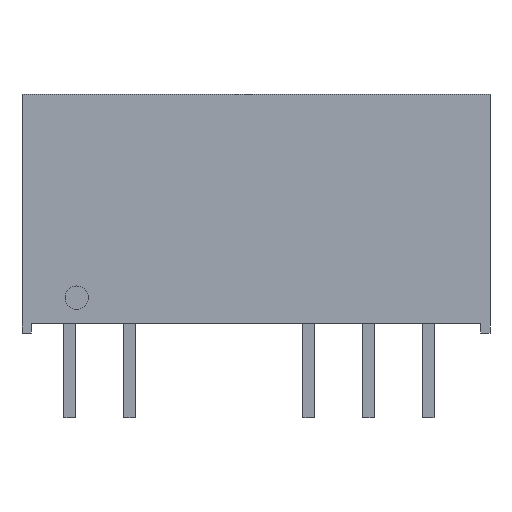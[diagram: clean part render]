
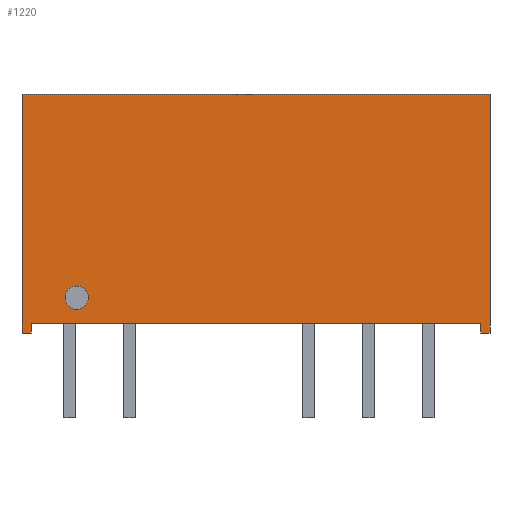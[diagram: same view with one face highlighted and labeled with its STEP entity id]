
A CAD part, front view. The second image highlights one B-rep face of the part: STEP entity #1220.
In plain terms, the highlighted planar face has unit normal (0, -1, 0).
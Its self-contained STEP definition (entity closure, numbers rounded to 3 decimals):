
#923=CARTESIAN_POINT('',(-7.12,-3.825,1.5));
#924=VERTEX_POINT('',#923);
#933=CARTESIAN_POINT('',(-8.12,-3.825,1.5));
#934=VERTEX_POINT('',#933);
#935=CARTESIAN_POINT('',(-7.62,-3.825,1.5));
#936=DIRECTION('',(0.0,1.0,0.0));
#937=DIRECTION('',(1.0,0.0,0.0));
#938=AXIS2_PLACEMENT_3D('',#935,#936,#937);
#939=CIRCLE('',#938,0.5);
#940=EDGE_CURVE('',#934,#924,#939,.T.);
#965=CARTESIAN_POINT('',(-9.55,-3.825,0.0));
#966=VERTEX_POINT('',#965);
#983=CARTESIAN_POINT('',(-9.55,-3.825,0.4));
#984=VERTEX_POINT('',#983);
#991=CARTESIAN_POINT('',(-9.55,-3.825,0.4));
#992=DIRECTION('',(0.0,0.0,-1.0));
#993=VECTOR('',#992,0.4);
#994=LINE('',#991,#993);
#995=EDGE_CURVE('',#984,#966,#994,.T.);
#1007=CARTESIAN_POINT('',(-9.95,-3.825,0.0));
#1008=VERTEX_POINT('',#1007);
#1022=CARTESIAN_POINT('',(-9.95,-3.825,0.));
#1023=DIRECTION('',(1.0,0.0,0.0));
#1024=VECTOR('',#1023,0.4);
#1025=LINE('',#1022,#1024);
#1026=EDGE_CURVE('',#1008,#966,#1025,.T.);
#1045=CARTESIAN_POINT('',(-7.62,-3.825,1.5));
#1046=DIRECTION('',(0.0,1.0,0.0));
#1047=DIRECTION('',(1.0,0.0,0.0));
#1048=AXIS2_PLACEMENT_3D('',#1045,#1046,#1047);
#1049=CIRCLE('',#1048,0.5);
#1050=EDGE_CURVE('',#924,#934,#1049,.T.);
#1070=CARTESIAN_POINT('',(-9.95,-3.825,10.15));
#1071=VERTEX_POINT('',#1070);
#1087=CARTESIAN_POINT('',(-9.95,-3.825,10.15));
#1088=DIRECTION('',(0.0,0.0,-1.0));
#1089=VECTOR('',#1088,10.15);
#1090=LINE('',#1087,#1089);
#1091=EDGE_CURVE('',#1071,#1008,#1090,.T.);
#1103=CARTESIAN_POINT('',(9.95,-3.825,10.15));
#1104=VERTEX_POINT('',#1103);
#1118=CARTESIAN_POINT('',(9.95,-3.825,10.15));
#1119=DIRECTION('',(-1.0,0.0,0.0));
#1120=VECTOR('',#1119,19.9);
#1121=LINE('',#1118,#1120);
#1122=EDGE_CURVE('',#1104,#1071,#1121,.T.);
#1141=CARTESIAN_POINT('',(9.55,-3.825,0.4));
#1142=VERTEX_POINT('',#1141);
#1149=CARTESIAN_POINT('',(9.55,-3.825,0.4));
#1150=DIRECTION('',(-1.0,0.0,0.0));
#1151=VECTOR('',#1150,19.1);
#1152=LINE('',#1149,#1151);
#1153=EDGE_CURVE('',#1142,#984,#1152,.T.);
#1165=CARTESIAN_POINT('',(9.55,-3.825,0.0));
#1166=VERTEX_POINT('',#1165);
#1173=CARTESIAN_POINT('',(9.55,-3.825,0.4));
#1174=DIRECTION('',(0.0,0.0,-1.0));
#1175=VECTOR('',#1174,0.4);
#1176=LINE('',#1173,#1175);
#1177=EDGE_CURVE('',#1142,#1166,#1176,.T.);
#1189=CARTESIAN_POINT('',(9.55,-3.825,0.4));
#1190=DIRECTION('',(0.0,-1.0,0.0));
#1191=DIRECTION('',(0.0,0.0,-1.0));
#1192=AXIS2_PLACEMENT_3D('',#1189,#1190,#1191);
#1193=PLANE('',#1192);
#1194=CARTESIAN_POINT('',(9.95,-3.825,0.0));
#1195=VERTEX_POINT('',#1194);
#1196=CARTESIAN_POINT('',(9.55,-3.825,0.));
#1197=DIRECTION('',(1.0,0.0,0.0));
#1198=VECTOR('',#1197,0.4);
#1199=LINE('',#1196,#1198);
#1200=EDGE_CURVE('',#1166,#1195,#1199,.T.);
#1201=ORIENTED_EDGE('',*,*,#1200,.T.);
#1202=CARTESIAN_POINT('',(9.95,-3.825,10.15));
#1203=DIRECTION('',(0.0,0.0,-1.0));
#1204=VECTOR('',#1203,10.15);
#1205=LINE('',#1202,#1204);
#1206=EDGE_CURVE('',#1104,#1195,#1205,.T.);
#1207=ORIENTED_EDGE('',*,*,#1206,.F.);
#1208=ORIENTED_EDGE('',*,*,#1122,.T.);
#1209=ORIENTED_EDGE('',*,*,#1091,.T.);
#1210=ORIENTED_EDGE('',*,*,#1026,.T.);
#1211=ORIENTED_EDGE('',*,*,#995,.F.);
#1212=ORIENTED_EDGE('',*,*,#1153,.F.);
#1213=ORIENTED_EDGE('',*,*,#1177,.T.);
#1214=EDGE_LOOP('',(#1201,#1207,#1208,#1209,#1210,#1211,#1212,#1213));
#1215=FACE_OUTER_BOUND('',#1214,.T.);
#1216=ORIENTED_EDGE('',*,*,#1050,.T.);
#1217=ORIENTED_EDGE('',*,*,#940,.T.);
#1218=EDGE_LOOP('',(#1216,#1217));
#1219=FACE_BOUND('',#1218,.T.);
#1220=ADVANCED_FACE('',(#1215,#1219),#1193,.T.);
